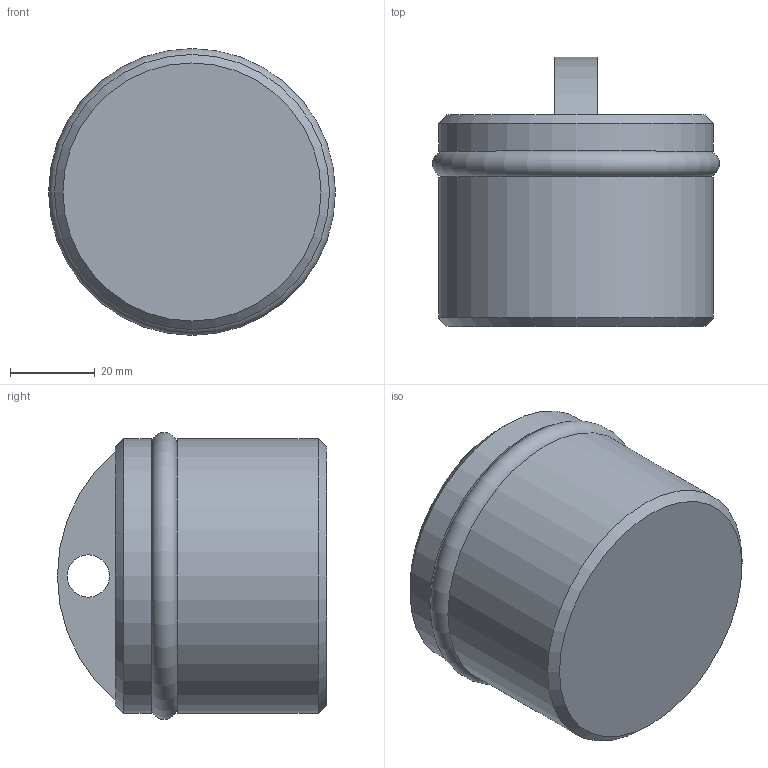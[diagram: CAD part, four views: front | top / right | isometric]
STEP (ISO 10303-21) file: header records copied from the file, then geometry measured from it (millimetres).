
FILE_DESCRIPTION(/* description */ (''),/* implementation_level */ '2;1');
FILE_NAME(/* name */ '57468_Stopfen_70T.stp',/* time_stamp */ '2015-05-18T10:40:44+02:00',/* author */ ('guzb562'),/* organization */ (''),/* preprocessor_version */ 'ST-DEVELOPER v15.6',/* originating_system */ 'Autodesk Inventor 2015',/* authorisation */ '');
FILE_SCHEMA (('AUTOMOTIVE_DESIGN { 1 0 10303 214 3 1 1 }'));
Length unit declared in the file: millimetre
Products named in the file (1): 57468_Stopfen_70T
Bounding box: 67.82 x 63.64 x 67.82 mm (x, y, z)
Volume: 170893.5 mm3; surface area: 18893.9 mm2
Topology: 1 solids, 1 shells, 218 faces, 571 edges, 380 vertices
Faces by surface type: plane 129, bspline 78, cylinder 8, cone 2, torus 1
Full cylindrical faces by diameter (mm): 10 x1, 65 x2
Entity records: 7526 total; most frequent: CARTESIAN_POINT 2608, ORIENTED_EDGE 1130, DIRECTION 711, EDGE_CURVE 565, LINE 389, VECTOR 389, VERTEX_POINT 380, EDGE_LOOP 251
